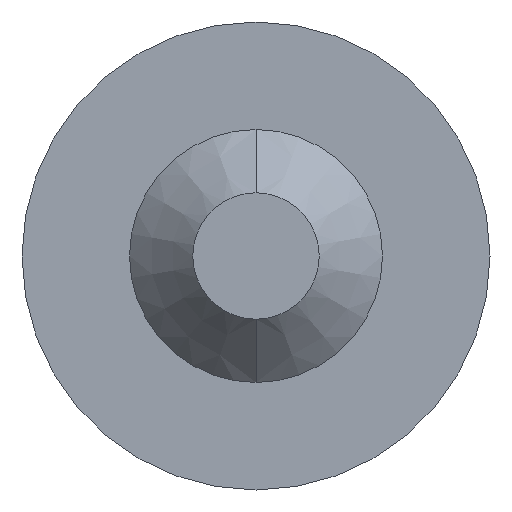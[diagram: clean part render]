
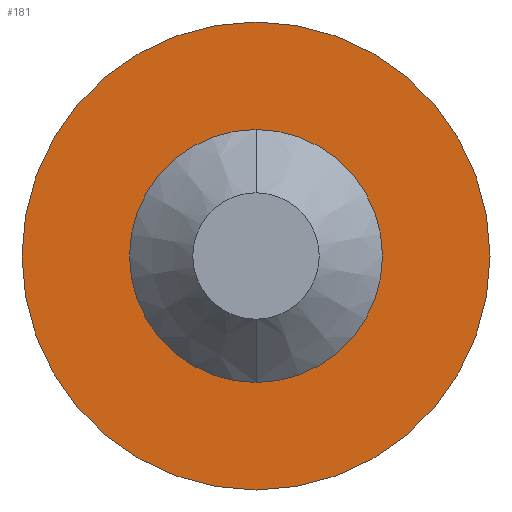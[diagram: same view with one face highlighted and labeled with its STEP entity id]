
A CAD part, front view. The second image highlights one B-rep face of the part: STEP entity #181.
In plain terms, the highlighted planar face has unit normal (0, -1, 0).
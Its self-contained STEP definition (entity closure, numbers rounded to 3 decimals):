
#4 = AXIS2_PLACEMENT_3D ( 'NONE', #537, #272, #173 ) ;
#9 = CARTESIAN_POINT ( 'NONE',  ( 0., 0., 0. ) ) ;
#26 = DIRECTION ( 'NONE',  ( 0., 0., 1. ) ) ;
#61 = EDGE_CURVE ( 'NONE', #414, #276, #177, .T. ) ;
#66 = VERTEX_POINT ( 'NONE', #254 ) ;
#109 = CIRCLE ( 'NONE', #575, 1. ) ;
#112 = AXIS2_PLACEMENT_3D ( 'NONE', #204, #563, #26 ) ;
#116 = CIRCLE ( 'NONE', #4, 1.85 ) ;
#120 = PLANE ( 'NONE',  #515 ) ;
#146 = ORIENTED_EDGE ( 'NONE', *, *, #505, .T. ) ;
#153 = DIRECTION ( 'NONE',  ( 0., 0., -1. ) ) ;
#157 = CARTESIAN_POINT ( 'NONE',  ( 0., 0., 0. ) ) ;
#160 = CARTESIAN_POINT ( 'NONE',  ( 0., 0., 0. ) ) ;
#170 = AXIS2_PLACEMENT_3D ( 'NONE', #157, #465, #153 ) ;
#173 = DIRECTION ( 'NONE',  ( 0., 0., -1. ) ) ;
#177 = CIRCLE ( 'NONE', #170, 1.85 ) ;
#181 = ADVANCED_FACE ( 'NONE', ( #293, #270 ), #120, .T. ) ;
#204 = CARTESIAN_POINT ( 'NONE',  ( 0., 0., 0. ) ) ;
#218 = EDGE_LOOP ( 'NONE', ( #392, #146 ) ) ;
#228 = DIRECTION ( 'NONE',  ( 0., 1., 0. ) ) ;
#243 = DIRECTION ( 'NONE',  ( 0., -1., 0. ) ) ;
#254 = CARTESIAN_POINT ( 'NONE',  ( 0., 0., 1. ) ) ;
#265 = ORIENTED_EDGE ( 'NONE', *, *, #558, .T. ) ;
#270 = FACE_OUTER_BOUND ( 'NONE', #448, .T. ) ;
#272 = DIRECTION ( 'NONE',  ( 0., -1., 0. ) ) ;
#276 = VERTEX_POINT ( 'NONE', #462 ) ;
#279 = CIRCLE ( 'NONE', #112, 1. ) ;
#293 = FACE_BOUND ( 'NONE', #218, .T. ) ;
#300 = CARTESIAN_POINT ( 'NONE',  ( 0., 0., -1. ) ) ;
#327 = ORIENTED_EDGE ( 'NONE', *, *, #61, .T. ) ;
#371 = EDGE_CURVE ( 'NONE', #66, #413, #279, .T. ) ;
#392 = ORIENTED_EDGE ( 'NONE', *, *, #371, .T. ) ;
#409 = DIRECTION ( 'NONE',  ( 0., 0., -1. ) ) ;
#413 = VERTEX_POINT ( 'NONE', #300 ) ;
#414 = VERTEX_POINT ( 'NONE', #524 ) ;
#448 = EDGE_LOOP ( 'NONE', ( #327, #265 ) ) ;
#462 = CARTESIAN_POINT ( 'NONE',  ( 0., 0., 1.85 ) ) ;
#465 = DIRECTION ( 'NONE',  ( 0., -1., 0. ) ) ;
#505 = EDGE_CURVE ( 'NONE', #413, #66, #109, .T. ) ;
#515 = AXIS2_PLACEMENT_3D ( 'NONE', #9, #243, #409 ) ;
#524 = CARTESIAN_POINT ( 'NONE',  ( 0., 0., -1.85 ) ) ;
#537 = CARTESIAN_POINT ( 'NONE',  ( 0., 0., 0. ) ) ;
#558 = EDGE_CURVE ( 'NONE', #276, #414, #116, .T. ) ;
#563 = DIRECTION ( 'NONE',  ( 0., 1., 0. ) ) ;
#575 = AXIS2_PLACEMENT_3D ( 'NONE', #160, #228, #581 ) ;
#581 = DIRECTION ( 'NONE',  ( 0., 0., 1. ) ) ;
